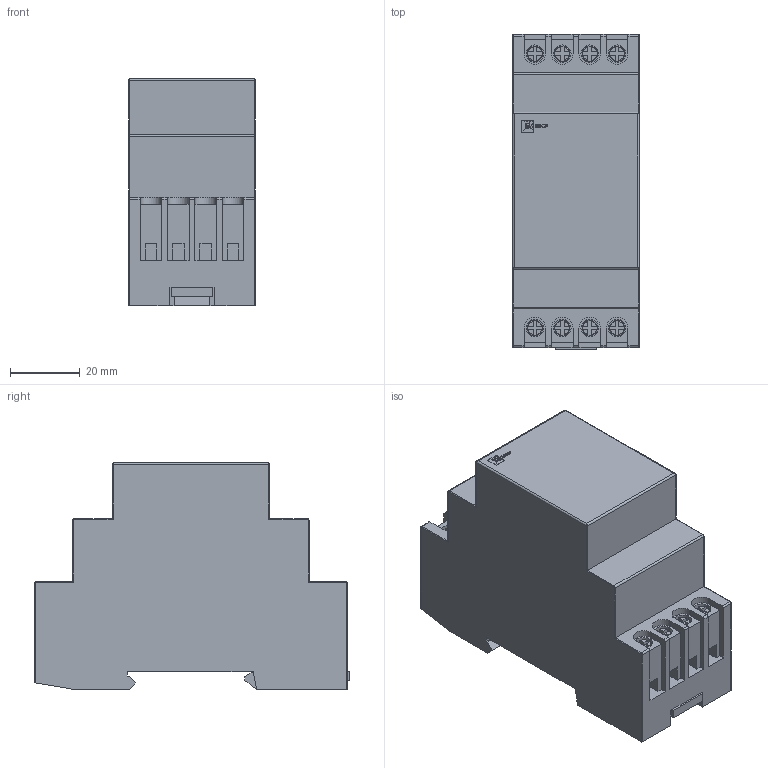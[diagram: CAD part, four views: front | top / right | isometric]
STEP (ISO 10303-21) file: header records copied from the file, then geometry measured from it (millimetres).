
FILE_DESCRIPTION (( 'STEP AP203' ), '1' );
FILE_NAME ('Ðåëå êîíòðîëÿ ôàç ñ LCD äèñïëååì (ñ íåéòðàëüþ) RKF-2S (rkf-2s).STEP', '2018-09-04T05:54:23', ( '' ), ( '' ), 'SwSTEP 2.0', 'SolidWorks 2017', '' );
FILE_SCHEMA (( 'CONFIG_CONTROL_DESIGN' ));
Length unit declared in the file: millimetre
Products named in the file (1): Ðåëå êîíòðîëÿ ôàç ñ LCD äèñïëååì (ñ íåéòðàëüþ) RKF-2S (rkf-2s)
Bounding box: 36.3 x 90.2 x 65.1 mm (x, y, z)
Volume: 160597.2 mm3; surface area: 22779.3 mm2
Topology: 1 solids, 1 shells, 444 faces, 1216 edges, 796 vertices
Faces by surface type: plane 290, cylinder 92, torus 40, bspline 22
Entity records: 14835 total; most frequent: CARTESIAN_POINT 3585, ORIENTED_EDGE 2424, DIRECTION 2202, EDGE_CURVE 1212, VECTOR 832, LINE 832, VERTEX_POINT 796, AXIS2_PLACEMENT_3D 685
